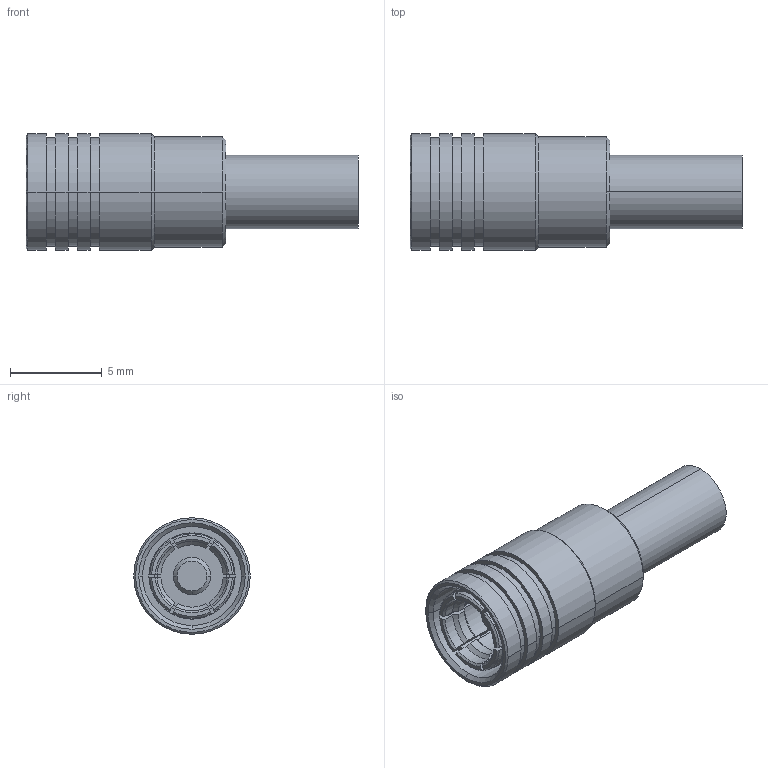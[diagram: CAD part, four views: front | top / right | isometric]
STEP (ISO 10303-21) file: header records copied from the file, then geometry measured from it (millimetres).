
FILE_DESCRIPTION (( 'STEP AP214' ), '1' );
FILE_NAME ('FMCN5443_3D.step', '2025-05-23T15:53:38', ( '' ), ( '' ), 'SwSTEP 2.0', 'SolidWorks 2022', '' );
FILE_SCHEMA (( 'AUTOMOTIVE_DESIGN' ));
Length unit declared in the file: millimetre
Products named in the file (1): FMCN5443_3D
Bounding box: 18.1 x 6.35 x 6.35 mm (x, y, z)
Volume: 286.8 mm3; surface area: 794 mm2
Topology: 2 solids, 2 shells, 187 faces, 513 edges, 330 vertices
Faces by surface type: cylinder 84, plane 63, cone 40
Entity records: 6138 total; most frequent: CARTESIAN_POINT 1171, DIRECTION 1085, ORIENTED_EDGE 1026, EDGE_CURVE 513, AXIS2_PLACEMENT_3D 412, VERTEX_POINT 330, VECTOR 261, LINE 261
